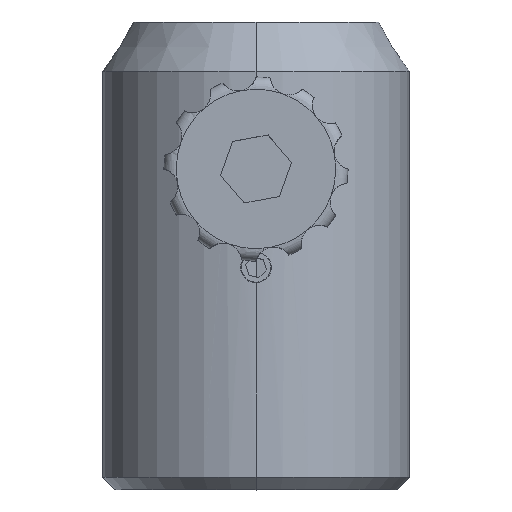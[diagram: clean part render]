
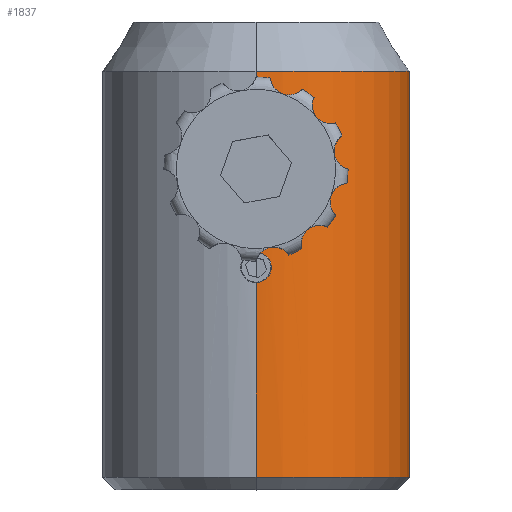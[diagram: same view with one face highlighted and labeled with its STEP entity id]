
A CAD part, top view. The second image highlights one B-rep face of the part: STEP entity #1837.
In plain terms, the highlighted cylindrical face has radius 12.5 mm (diameter 25 mm), a partial arc.
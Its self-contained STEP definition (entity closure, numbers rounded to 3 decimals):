
#38 = LINE ( 'NONE', #1941, #2027 ) ;
#62 = VERTEX_POINT ( 'NONE', #2910 ) ;
#103 = AXIS2_PLACEMENT_3D ( 'NONE', #512, #796, #1952 ) ;
#119 = CARTESIAN_POINT ( 'NONE',  ( 0.807, 18.743, 12.475 ) ) ;
#120 = DIRECTION ( 'NONE',  ( 0., 0., -1. ) ) ;
#131 = EDGE_CURVE ( 'NONE', #295, #62, #813, .T. ) ;
#152 = CARTESIAN_POINT ( 'NONE',  ( 1.25, 8.537, 12.437 ) ) ;
#175 = LINE ( 'NONE', #1209, #2357 ) ;
#179 = EDGE_CURVE ( 'NONE', #295, #2086, #2321, .T. ) ;
#198 = VERTEX_POINT ( 'NONE', #3518 ) ;
#216 = ORIENTED_EDGE ( 'NONE', *, *, #2393, .T. ) ;
#238 = CARTESIAN_POINT ( 'NONE',  ( 0.328, 7.155, 12.497 ) ) ;
#253 = B_SPLINE_CURVE_WITH_KNOTS ( 'NONE', 3,
 ( #1923, #3358, #1378, #3328, #1666, #1644, #3616, #238, #2737, #2454 ),
 .UNSPECIFIED., .F., .F.,
 ( 4, 2, 2, 2, 4 ),
 ( 0., 0., 0.001, 0.001, 0.002 ),
 .UNSPECIFIED. ) ;
#295 = VERTEX_POINT ( 'NONE', #2062 ) ;
#307 = CIRCLE ( 'NONE', #103, 12.5 ) ;
#316 = CYLINDRICAL_SURFACE ( 'NONE', #2594, 12.5 ) ;
#354 = DIRECTION ( 'NONE',  ( 0., -1., 0. ) ) ;
#387 = CARTESIAN_POINT ( 'NONE',  ( 0.326, 13.888, 12.497 ) ) ;
#399 = CARTESIAN_POINT ( 'NONE',  ( 2.184, 17.632, 12.308 ) ) ;
#414 = CARTESIAN_POINT ( 'NONE',  ( 1.258, 14.187, 12.44 ) ) ;
#425 = EDGE_CURVE ( 'NONE', #2086, #732, #2087, .T. ) ;
#437 = CARTESIAN_POINT ( 'NONE',  ( 0.807, 14., 12.475 ) ) ;
#440 = CARTESIAN_POINT ( 'NONE',  ( 0.768, 9.371, 12.477 ) ) ;
#471 = CARTESIAN_POINT ( 'NONE',  ( 0.165, 9.622, 12.5 ) ) ;
#498 = CARTESIAN_POINT ( 'NONE',  ( 0., 13.872, 12.5 ) ) ;
#512 = CARTESIAN_POINT ( 'NONE',  ( 0., -8.728, 0. ) ) ;
#562 = VERTEX_POINT ( 'NONE', #595 ) ;
#595 = CARTESIAN_POINT ( 'NONE',  ( 0., 7.122, 12.5 ) ) ;
#673 = CARTESIAN_POINT ( 'NONE',  ( 0., 13.872, 12.5 ) ) ;
#696 = AXIS2_PLACEMENT_3D ( 'NONE', #711, #1565, #120 ) ;
#710 = CARTESIAN_POINT ( 'NONE',  ( 1.109, 18.618, 12.452 ) ) ;
#711 = CARTESIAN_POINT ( 'NONE',  ( 0., 24.372, 0. ) ) ;
#732 = VERTEX_POINT ( 'NONE', #2867 ) ;
#796 = DIRECTION ( 'NONE',  ( 0., -1., 0. ) ) ;
#813 = LINE ( 'NONE', #2372, #1910 ) ;
#978 = CARTESIAN_POINT ( 'NONE',  ( 1.987, 14.846, 12.341 ) ) ;
#1050 = CARTESIAN_POINT ( 'NONE',  ( 0., 9.622, 12.5 ) ) ;
#1201 = ORIENTED_EDGE ( 'NONE', *, *, #2834, .F. ) ;
#1209 = CARTESIAN_POINT ( 'NONE',  ( 0., -19.865, 12.5 ) ) ;
#1216 = CARTESIAN_POINT ( 'NONE',  ( 0., 24.372, 12.5 ) ) ;
#1241 = CARTESIAN_POINT ( 'NONE',  ( 0., 18.872, 12.5 ) ) ;
#1267 = CARTESIAN_POINT ( 'NONE',  ( 2.484, 16.699, 12.251 ) ) ;
#1278 = DIRECTION ( 'NONE',  ( 0., -1., 0. ) ) ;
#1303 = EDGE_CURVE ( 'NONE', #3050, #198, #175, .T. ) ;
#1337 = VECTOR ( 'NONE', #2203, 1000. ) ;
#1367 = DIRECTION ( 'NONE',  ( 0., -1., 0. ) ) ;
#1378 = CARTESIAN_POINT ( 'NONE',  ( 1.217, 8.044, 12.441 ) ) ;
#1539 = CARTESIAN_POINT ( 'NONE',  ( 0.165, 18.872, 12.5 ) ) ;
#1551 = CARTESIAN_POINT ( 'NONE',  ( 1.997, 17.91, 12.342 ) ) ;
#1565 = DIRECTION ( 'NONE',  ( 0., -1., 0. ) ) ;
#1576 = CARTESIAN_POINT ( 'NONE',  ( 0.328, 18.856, 12.497 ) ) ;
#1636 = B_SPLINE_CURVE_WITH_KNOTS ( 'NONE', 3,
 ( #1241, #1539, #1576, #3508, #119, #710, #3240, #1821, #3544, #1551, #399, #1832, #2384, #1267, #2936, #1851, #2975, #2100, #3517, #2076, #3251, #978, #2128, #2392, #414, #437, #2088, #387, #2115, #673 ),
 .UNSPECIFIED., .F., .F.,
 ( 4, 2, 2, 2, 2, 2, 2, 2, 2, 2, 2, 2, 2, 2, 4 ),
 ( 0.012, 0.012, 0.013, 0.013, 0.014, 0.015, 0.015, 0.016, 0.016, 0.017, 0.017, 0.018, 0.019, 0.019, 0.02 ),
 .UNSPECIFIED. ) ;
#1644 = CARTESIAN_POINT ( 'NONE',  ( 0.768, 7.372, 12.477 ) ) ;
#1652 = ORIENTED_EDGE ( 'NONE', *, *, #2214, .T. ) ;
#1656 = EDGE_CURVE ( 'NONE', #562, #3185, #38, .T. ) ;
#1666 = CARTESIAN_POINT ( 'NONE',  ( 0.999, 7.603, 12.461 ) ) ;
#1735 = CARTESIAN_POINT ( 'NONE',  ( 0., -19.865, 0. ) ) ;
#1821 = CARTESIAN_POINT ( 'NONE',  ( 1.525, 18.359, 12.407 ) ) ;
#1832 = CARTESIAN_POINT ( 'NONE',  ( 2.371, 17.181, 12.273 ) ) ;
#1837 = ADVANCED_FACE ( 'NONE', ( #3621 ), #316, .T. ) ;
#1846 = CARTESIAN_POINT ( 'NONE',  ( 0.327, 9.589, 12.497 ) ) ;
#1851 = CARTESIAN_POINT ( 'NONE',  ( 2.5, 16.205, 12.247 ) ) ;
#1910 = VECTOR ( 'NONE', #1278, 1000. ) ;
#1923 = CARTESIAN_POINT ( 'NONE',  ( 1.25, 8.372, 12.437 ) ) ;
#1941 = CARTESIAN_POINT ( 'NONE',  ( 0., -19.865, 12.5 ) ) ;
#1952 = DIRECTION ( 'NONE',  ( 0., 0., -1. ) ) ;
#2025 = DIRECTION ( 'NONE',  ( 0., 0., -1. ) ) ;
#2027 = VECTOR ( 'NONE', #1367, 1000. ) ;
#2062 = CARTESIAN_POINT ( 'NONE',  ( 0., 24.372, -12.5 ) ) ;
#2076 = CARTESIAN_POINT ( 'NONE',  ( 2.245, 15.26, 12.297 ) ) ;
#2079 = ORIENTED_EDGE ( 'NONE', *, *, #425, .T. ) ;
#2086 = VERTEX_POINT ( 'NONE', #1216 ) ;
#2087 = LINE ( 'NONE', #2992, #1337 ) ;
#2088 = CARTESIAN_POINT ( 'NONE',  ( 0.649, 13.952, 12.484 ) ) ;
#2100 = CARTESIAN_POINT ( 'NONE',  ( 2.42, 15.722, 12.264 ) ) ;
#2115 = CARTESIAN_POINT ( 'NONE',  ( 0.164, 13.872, 12.5 ) ) ;
#2128 = CARTESIAN_POINT ( 'NONE',  ( 1.882, 14.718, 12.358 ) ) ;
#2187 = EDGE_LOOP ( 'NONE', ( #3014, #2079, #1652, #3466, #3647, #216, #3370, #1201, #2682 ) ) ;
#2203 = DIRECTION ( 'NONE',  ( 0., -1., 0. ) ) ;
#2214 = EDGE_CURVE ( 'NONE', #732, #3050, #1636, .T. ) ;
#2234 = CARTESIAN_POINT ( 'NONE',  ( 1.25, 8.372, 12.437 ) ) ;
#2321 = CIRCLE ( 'NONE', #696, 12.5 ) ;
#2357 = VECTOR ( 'NONE', #354, 1000. ) ;
#2366 = VERTEX_POINT ( 'NONE', #2234 ) ;
#2372 = CARTESIAN_POINT ( 'NONE',  ( 0., -19.865, -12.5 ) ) ;
#2384 = CARTESIAN_POINT ( 'NONE',  ( 2.42, 17.022, 12.264 ) ) ;
#2392 = CARTESIAN_POINT ( 'NONE',  ( 1.536, 14.373, 12.407 ) ) ;
#2393 = EDGE_CURVE ( 'NONE', #2366, #562, #253, .T. ) ;
#2437 = CARTESIAN_POINT ( 'NONE',  ( 1.25, 8.372, 12.437 ) ) ;
#2454 = CARTESIAN_POINT ( 'NONE',  ( 0., 7.122, 12.5 ) ) ;
#2594 = AXIS2_PLACEMENT_3D ( 'NONE', #1735, #2626, #2025 ) ;
#2626 = DIRECTION ( 'NONE',  ( 0., -1., 0. ) ) ;
#2682 = ORIENTED_EDGE ( 'NONE', *, *, #131, .F. ) ;
#2723 = CARTESIAN_POINT ( 'NONE',  ( 1.217, 8.701, 12.441 ) ) ;
#2737 = CARTESIAN_POINT ( 'NONE',  ( 0.163, 7.122, 12.5 ) ) ;
#2777 = EDGE_CURVE ( 'NONE', #198, #2366, #3223, .T. ) ;
#2834 = EDGE_CURVE ( 'NONE', #62, #3185, #307, .T. ) ;
#2867 = CARTESIAN_POINT ( 'NONE',  ( 0., 18.872, 12.5 ) ) ;
#2910 = CARTESIAN_POINT ( 'NONE',  ( 0., -8.728, -12.5 ) ) ;
#2936 = CARTESIAN_POINT ( 'NONE',  ( 2.5, 16.536, 12.247 ) ) ;
#2975 = CARTESIAN_POINT ( 'NONE',  ( 2.483, 16.042, 12.251 ) ) ;
#2992 = CARTESIAN_POINT ( 'NONE',  ( 0., -19.865, 12.5 ) ) ;
#3014 = ORIENTED_EDGE ( 'NONE', *, *, #179, .T. ) ;
#3017 = CARTESIAN_POINT ( 'NONE',  ( 0.999, 9.141, 12.461 ) ) ;
#3050 = VERTEX_POINT ( 'NONE', #498 ) ;
#3185 = VERTEX_POINT ( 'NONE', #3533 ) ;
#3223 = B_SPLINE_CURVE_WITH_KNOTS ( 'NONE', 3,
 ( #1050, #471, #1846, #3271, #440, #3017, #3558, #2723, #152, #2437 ),
 .UNSPECIFIED., .F., .F.,
 ( 4, 2, 2, 2, 4 ),
 ( 0.006, 0.006, 0.007, 0.007, 0.008 ),
 .UNSPECIFIED. ) ;
#3240 = CARTESIAN_POINT ( 'NONE',  ( 1.253, 18.541, 12.438 ) ) ;
#3251 = CARTESIAN_POINT ( 'NONE',  ( 2.168, 15.117, 12.311 ) ) ;
#3271 = CARTESIAN_POINT ( 'NONE',  ( 0.63, 9.464, 12.485 ) ) ;
#3328 = CARTESIAN_POINT ( 'NONE',  ( 1.092, 7.741, 12.452 ) ) ;
#3358 = CARTESIAN_POINT ( 'NONE',  ( 1.25, 8.206, 12.437 ) ) ;
#3370 = ORIENTED_EDGE ( 'NONE', *, *, #1656, .T. ) ;
#3466 = ORIENTED_EDGE ( 'NONE', *, *, #1303, .T. ) ;
#3508 = CARTESIAN_POINT ( 'NONE',  ( 0.648, 18.792, 12.484 ) ) ;
#3517 = CARTESIAN_POINT ( 'NONE',  ( 2.371, 15.563, 12.273 ) ) ;
#3518 = CARTESIAN_POINT ( 'NONE',  ( 0., 9.622, 12.5 ) ) ;
#3533 = CARTESIAN_POINT ( 'NONE',  ( 0., -8.728, 12.5 ) ) ;
#3544 = CARTESIAN_POINT ( 'NONE',  ( 1.653, 18.254, 12.391 ) ) ;
#3558 = CARTESIAN_POINT ( 'NONE',  ( 1.092, 9.002, 12.452 ) ) ;
#3616 = CARTESIAN_POINT ( 'NONE',  ( 0.629, 7.279, 12.485 ) ) ;
#3621 = FACE_OUTER_BOUND ( 'NONE', #2187, .T. ) ;
#3647 = ORIENTED_EDGE ( 'NONE', *, *, #2777, .T. ) ;
